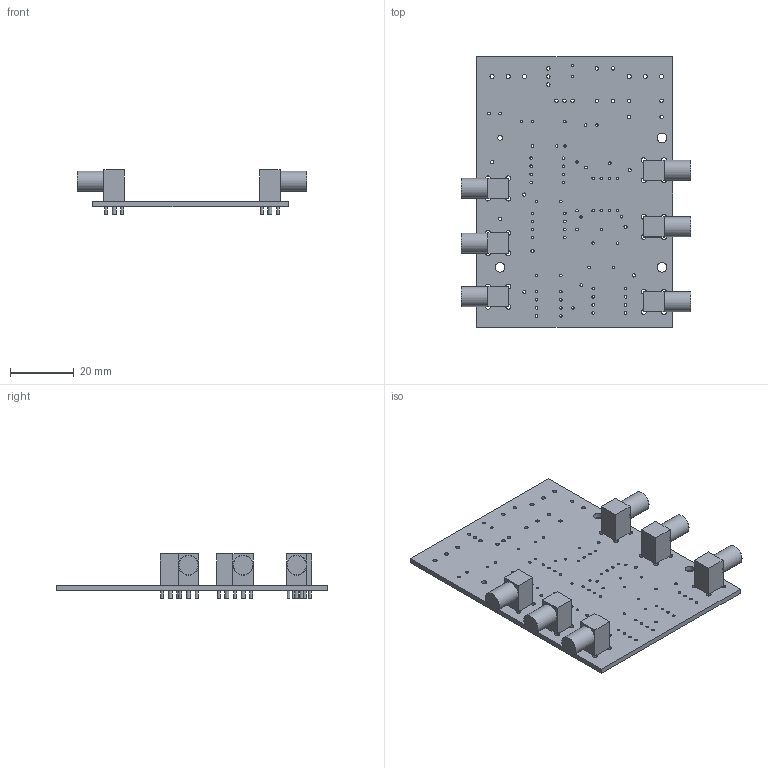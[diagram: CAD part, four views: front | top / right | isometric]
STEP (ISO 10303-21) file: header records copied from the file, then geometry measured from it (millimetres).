
FILE_DESCRIPTION(('KiCad electronic assembly'),'2;1');
FILE_NAME('CT.step','2023-04-01T22:39:27',('Pcbnew'),('Kicad'), 'Open CASCADE STEP processor 7.6','KiCad to STEP converter','Unknown' );
FILE_SCHEMA(('AUTOMOTIVE_DESIGN { 1 0 10303 214 1 1 1 1 }'));
Length unit declared in the file: millimetre
Products named in the file (4): CT 1; Fusion; SOLID; _autosave-CT PCB
Assembly tree (8 placements, depth 3):
  CT 1
    Fusion  x6
      SOLID
    _autosave-CT PCB
Bounding box: 72.14 x 85 x 13.93 mm (x, y, z)
Volume: 12214.6 mm3; surface area: 14728.2 mm2
Topology: 7 solids, 7 shells, 252 faces, 594 edges, 398 vertices
Faces by surface type: cylinder 168, plane 84
Full cylindrical faces by diameter (mm): 0.762 x4, 0.8 x66, 0.9 x24, 1 x8, 1.1 x14, 1.27 x12, 1.3 x6, 1.5 x1, 1.524 x24, 3 x3, 6.26 x6
Entity records: 12419 total; most frequent: CARTESIAN_POINT 3444, DIRECTION 1648, ORIENTED_EDGE 878, PCURVE 878, DEFINITIONAL_REPRESENTATION 878, LINE 762, VECTOR 762, AXIS2_PLACEMENT_3D 443
